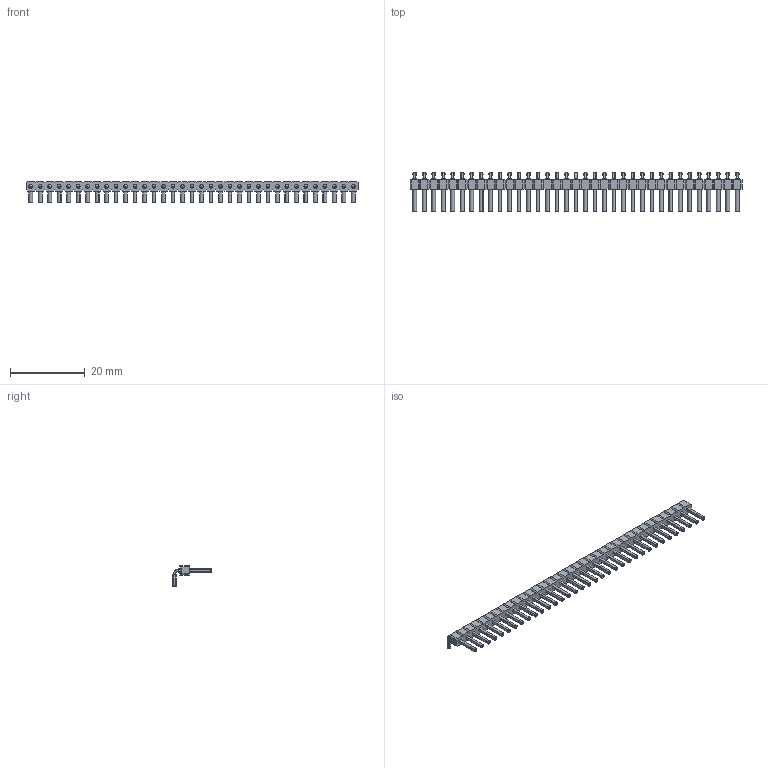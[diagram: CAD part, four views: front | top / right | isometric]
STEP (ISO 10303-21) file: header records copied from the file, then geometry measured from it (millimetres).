
FILE_DESCRIPTION(/* description */ ('-'),/* implementation_level */ '2;1');
FILE_NAME(/* name */ 'Stiftleiste, RM 2,54 mm - 6-3 mm, gewinkelt 90° stehend - 1 x 35 - schwarz',/* time_stamp */ '2022-04-28T23:38:56+02:00',/* author */ ('c.wilms'),/* organization */ ('-'),/* preprocessor_version */ 'ST-DEVELOPER v16.7',/* originating_system */ 'Solid Edge',/* authorisation */ 'Unknown');
FILE_SCHEMA (('CONFIG_CONTROL_DESIGN','AUTOMOTIVE_DESIGN { 1 0 10303 214 3 1 1 }','AUTOMOTIVE_DESIGN {1 0 10303 214 3 1 1}'));
Length unit declared in the file: millimetre
Products named in the file (3): Stiftleiste, RM 2,54 mm - 6-3 mm, gewinkelt 90° stehend - 1 x 35 - sc
hwarz; Stiftleiste, RM 2,54 mm - Träger - 1 x 35 - schwarz; Stiftleiste, RM 2,54 mm - Stift, Reihe 1 -  6-3 mm, gewinkelt 90° ste
hend
Assembly tree (36 placements, depth 2):
  Stiftleiste, RM 2,54 mm - 6-3 mm, gewinkelt 90° stehend - 1 x 35 - sc
hwarz
    Stiftleiste, RM 2,54 mm - Träger - 1 x 35 - schwarz
    Stiftleiste, RM 2,54 mm - Stift, Reihe 1 -  6-3 mm, gewinkelt 90° ste
hend  x35
Bounding box: 88.9 x 10.56 x 5.54 mm (x, y, z)
Volume: 663.2 mm3; surface area: 3686.2 mm2
Topology: 36 solids, 106 shells, 1618 faces, 4358 edges, 2812 vertices
Faces by surface type: plane 918, cylinder 560, torus 140
Full cylindrical faces by diameter (mm): 1 x70
Entity records: 18141 total; most frequent: CARTESIAN_POINT 3179, ORIENTED_EDGE 3132, DIRECTION 3018, EDGE_CURVE 1568, LINE 1252, VECTOR 1252, VERTEX_POINT 1044, AXIS2_PLACEMENT_3D 883
